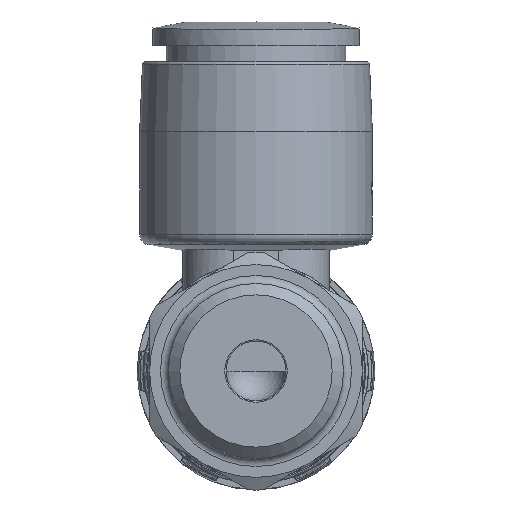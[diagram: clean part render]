
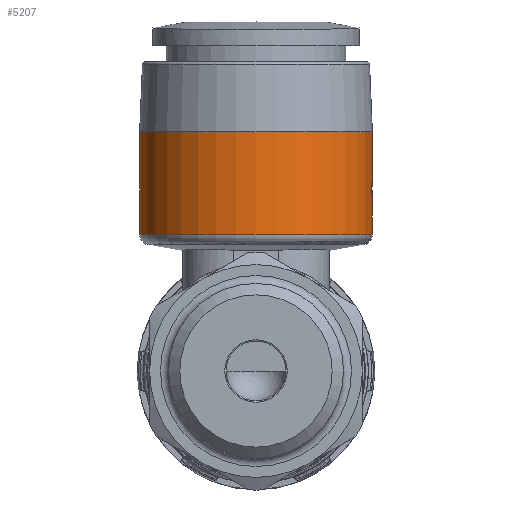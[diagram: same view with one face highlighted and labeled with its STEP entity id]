
A CAD part, front view. The second image highlights one B-rep face of the part: STEP entity #5207.
In plain terms, the highlighted cylindrical face has radius 8.75 mm (diameter 17.5 mm), a full revolution.
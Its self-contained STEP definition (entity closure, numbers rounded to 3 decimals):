
#43=ELLIPSE('',#5456,10.436,8.75);
#44=ELLIPSE('',#5458,10.436,8.75);
#57=B_SPLINE_CURVE_WITH_KNOTS('',3,(#7049,#7050,#7051,#7052,#7053,#7054,
#7055),.UNSPECIFIED.,.F.,.F.,(4,1,1,1,4),(0.,0.,0.001,
0.001,0.002),.UNSPECIFIED.);
#58=B_SPLINE_CURVE_WITH_KNOTS('',3,(#7060,#7061,#7062,#7063),
 .UNSPECIFIED.,.F.,.F.,(4,4),(0.,0.),
 .UNSPECIFIED.);
#59=B_SPLINE_CURVE_WITH_KNOTS('',3,(#7064,#7065,#7066,#7067),
 .UNSPECIFIED.,.F.,.F.,(4,4),(0.,0.),.UNSPECIFIED.);
#220=CYLINDRICAL_SURFACE('',#5452,8.75);
#294=CIRCLE('',#5446,8.75);
#298=CIRCLE('',#5453,8.75);
#299=CIRCLE('',#5454,8.75);
#300=CIRCLE('',#5455,8.75);
#301=CIRCLE('',#5457,8.75);
#302=CIRCLE('',#5459,8.75);
#303=CIRCLE('',#5460,8.75);
#304=CIRCLE('',#5461,8.75);
#521=ORIENTED_EDGE('',*,*,#1665,.F.);
#522=ORIENTED_EDGE('',*,*,#1666,.F.);
#523=ORIENTED_EDGE('',*,*,#1667,.F.);
#524=ORIENTED_EDGE('',*,*,#1668,.F.);
#525=ORIENTED_EDGE('',*,*,#1657,.F.);
#526=ORIENTED_EDGE('',*,*,#1669,.F.);
#527=ORIENTED_EDGE('',*,*,#1670,.F.);
#528=ORIENTED_EDGE('',*,*,#1671,.T.);
#529=ORIENTED_EDGE('',*,*,#1672,.T.);
#530=ORIENTED_EDGE('',*,*,#1673,.T.);
#531=ORIENTED_EDGE('',*,*,#1674,.T.);
#532=ORIENTED_EDGE('',*,*,#1675,.T.);
#533=ORIENTED_EDGE('',*,*,#1676,.T.);
#534=ORIENTED_EDGE('',*,*,#1677,.T.);
#535=ORIENTED_EDGE('',*,*,#1678,.T.);
#536=ORIENTED_EDGE('',*,*,#1679,.T.);
#537=ORIENTED_EDGE('',*,*,#1680,.T.);
#538=ORIENTED_EDGE('',*,*,#1681,.T.);
#539=ORIENTED_EDGE('',*,*,#1682,.T.);
#1657=EDGE_CURVE('',#2229,#2227,#294,.T.);
#1665=EDGE_CURVE('',#2236,#2236,#298,.T.);
#1666=EDGE_CURVE('',#2237,#2238,#57,.T.);
#1667=EDGE_CURVE('',#2239,#2237,#2602,.F.);
#1668=EDGE_CURVE('',#2227,#2239,#58,.T.);
#1669=EDGE_CURVE('',#2240,#2229,#59,.T.);
#1670=EDGE_CURVE('',#2238,#2240,#2603,.T.);
#1671=EDGE_CURVE('',#2241,#2242,#299,.T.);
#1672=EDGE_CURVE('',#2242,#2243,#2604,.T.);
#1673=EDGE_CURVE('',#2243,#2244,#300,.T.);
#1674=EDGE_CURVE('',#2244,#2245,#43,.T.);
#1675=EDGE_CURVE('',#2245,#2246,#301,.T.);
#1676=EDGE_CURVE('',#2246,#2247,#44,.T.);
#1677=EDGE_CURVE('',#2247,#2248,#2605,.T.);
#1678=EDGE_CURVE('',#2248,#2249,#302,.T.);
#1679=EDGE_CURVE('',#2249,#2250,#2606,.T.);
#1680=EDGE_CURVE('',#2250,#2251,#303,.T.);
#1681=EDGE_CURVE('',#2251,#2241,#2607,.F.);
#1682=EDGE_CURVE('',#2252,#2252,#304,.T.);
#2227=VERTEX_POINT('',#7012);
#2229=VERTEX_POINT('',#7016);
#2236=VERTEX_POINT('',#7048);
#2237=VERTEX_POINT('',#7056);
#2238=VERTEX_POINT('',#7057);
#2239=VERTEX_POINT('',#7059);
#2240=VERTEX_POINT('',#7068);
#2241=VERTEX_POINT('',#7071);
#2242=VERTEX_POINT('',#7072);
#2243=VERTEX_POINT('',#7074);
#2244=VERTEX_POINT('',#7076);
#2245=VERTEX_POINT('',#7078);
#2246=VERTEX_POINT('',#7080);
#2247=VERTEX_POINT('',#7082);
#2248=VERTEX_POINT('',#7084);
#2249=VERTEX_POINT('',#7086);
#2250=VERTEX_POINT('',#7088);
#2251=VERTEX_POINT('',#7090);
#2252=VERTEX_POINT('',#7093);
#2602=LINE('',#7058,#2820);
#2603=LINE('',#7069,#2821);
#2604=LINE('',#7073,#2822);
#2605=LINE('',#7083,#2823);
#2606=LINE('',#7087,#2824);
#2607=LINE('',#7091,#2825);
#2820=VECTOR('',#5933,1000.);
#2821=VECTOR('',#5934,1000.);
#2822=VECTOR('',#5937,1000.);
#2823=VECTOR('',#5946,1000.);
#2824=VECTOR('',#5949,1000.);
#2825=VECTOR('',#5952,1000.);
#3039=EDGE_LOOP('',(#521));
#3040=EDGE_LOOP('',(#522,#523,#524,#525,#526,#527));
#3041=EDGE_LOOP('',(#528,#529,#530,#531,#532,#533,#534,#535,#536,#537,#538));
#3042=EDGE_LOOP('',(#539));
#3293=FACE_BOUND('',#3039,.T.);
#3294=FACE_BOUND('',#3040,.T.);
#3295=FACE_BOUND('',#3041,.T.);
#3296=FACE_BOUND('',#3042,.T.);
#5207=ADVANCED_FACE('',(#3293,#3294,#3295,#3296),#220,.T.);
#5446=AXIS2_PLACEMENT_3D('',#7017,#5917,#5918);
#5452=AXIS2_PLACEMENT_3D('',#7046,#5929,#5930);
#5453=AXIS2_PLACEMENT_3D('',#7047,#5931,#5932);
#5454=AXIS2_PLACEMENT_3D('',#7070,#5935,#5936);
#5455=AXIS2_PLACEMENT_3D('',#7075,#5938,#5939);
#5456=AXIS2_PLACEMENT_3D('',#7077,#5940,#5941);
#5457=AXIS2_PLACEMENT_3D('',#7079,#5942,#5943);
#5458=AXIS2_PLACEMENT_3D('',#7081,#5944,#5945);
#5459=AXIS2_PLACEMENT_3D('',#7085,#5947,#5948);
#5460=AXIS2_PLACEMENT_3D('',#7089,#5950,#5951);
#5461=AXIS2_PLACEMENT_3D('',#7092,#5953,#5954);
#5917=DIRECTION('',(0.,0.,1.));
#5918=DIRECTION('',(1.,0.,0.));
#5929=DIRECTION('',(0.,0.,-1.));
#5930=DIRECTION('',(-1.,0.,0.));
#5931=DIRECTION('',(0.,0.,-1.));
#5932=DIRECTION('',(-1.,0.,0.));
#5933=DIRECTION('',(0.,0.,-1.));
#5934=DIRECTION('',(0.,0.,-1.));
#5935=DIRECTION('',(0.,0.,1.));
#5936=DIRECTION('',(1.,0.,0.));
#5937=DIRECTION('',(0.,0.,-1.));
#5938=DIRECTION('',(0.,0.,1.));
#5939=DIRECTION('',(1.,0.,0.));
#5940=DIRECTION('',(0.,-0.545,-0.838));
#5941=DIRECTION('',(0.,0.838,-0.545));
#5942=DIRECTION('',(0.,0.,1.));
#5943=DIRECTION('',(1.,0.,0.));
#5944=DIRECTION('',(0.,0.545,0.838));
#5945=DIRECTION('',(0.,0.838,-0.545));
#5946=DIRECTION('',(0.,0.,-1.));
#5947=DIRECTION('',(0.,0.,-1.));
#5948=DIRECTION('',(-1.,0.,0.));
#5949=DIRECTION('',(0.,0.,-1.));
#5950=DIRECTION('',(0.,0.,-1.));
#5951=DIRECTION('',(-1.,0.,0.));
#5952=DIRECTION('',(0.,0.,-1.));
#5953=DIRECTION('',(0.,0.,-1.));
#5954=DIRECTION('',(-1.,0.,0.));
#7012=CARTESIAN_POINT('',(-0.45,33.838,11.468));
#7016=CARTESIAN_POINT('',(0.45,33.838,11.468));
#7017=CARTESIAN_POINT('',(0.,25.1,11.468));
#7046=CARTESIAN_POINT('',(0.,25.1,8.64));
#7047=CARTESIAN_POINT('',(0.,25.1,10.281));
#7048=CARTESIAN_POINT('',(-8.75,25.1,10.281));
#7049=CARTESIAN_POINT('',(-0.6,33.829,15.568));
#7050=CARTESIAN_POINT('',(-0.6,33.829,15.727));
#7051=CARTESIAN_POINT('',(-0.47,33.84,16.037));
#7052=CARTESIAN_POINT('',(-0.001,33.855,16.233));
#7053=CARTESIAN_POINT('',(0.47,33.84,16.038));
#7054=CARTESIAN_POINT('',(0.6,33.829,15.727));
#7055=CARTESIAN_POINT('',(0.6,33.829,15.568));
#7056=CARTESIAN_POINT('',(-0.6,33.829,15.568));
#7057=CARTESIAN_POINT('',(0.6,33.829,15.568));
#7058=CARTESIAN_POINT('',(-0.6,33.829,8.64));
#7059=CARTESIAN_POINT('',(-0.6,33.829,11.618));
#7060=CARTESIAN_POINT('',(-0.45,33.838,11.468));
#7061=CARTESIAN_POINT('',(-0.529,33.834,11.468));
#7062=CARTESIAN_POINT('',(-0.6,33.829,11.539));
#7063=CARTESIAN_POINT('',(-0.6,33.829,11.618));
#7064=CARTESIAN_POINT('',(0.6,33.829,11.618));
#7065=CARTESIAN_POINT('',(0.6,33.829,11.539));
#7066=CARTESIAN_POINT('',(0.529,33.834,11.468));
#7067=CARTESIAN_POINT('',(0.45,33.838,11.468));
#7068=CARTESIAN_POINT('',(0.6,33.829,11.618));
#7069=CARTESIAN_POINT('',(0.6,33.829,8.64));
#7070=CARTESIAN_POINT('',(0.,25.1,14.159));
#7071=CARTESIAN_POINT('',(8.674,23.95,14.159));
#7072=CARTESIAN_POINT('',(8.709,24.257,14.159));
#7073=CARTESIAN_POINT('',(8.709,24.257,8.64));
#7074=CARTESIAN_POINT('',(8.709,24.257,13.874));
#7075=CARTESIAN_POINT('',(0.,25.1,13.874));
#7076=CARTESIAN_POINT('',(8.729,25.706,13.874));
#7077=CARTESIAN_POINT('',(0.,25.1,14.268));
#7078=CARTESIAN_POINT('',(8.748,25.267,14.159));
#7079=CARTESIAN_POINT('',(0.,25.1,14.159));
#7080=CARTESIAN_POINT('',(8.729,25.706,14.159));
#7081=CARTESIAN_POINT('',(0.,25.1,14.553));
#7082=CARTESIAN_POINT('',(8.687,26.145,13.874));
#7083=CARTESIAN_POINT('',(8.687,26.145,8.64));
#7084=CARTESIAN_POINT('',(8.687,26.145,13.566));
#7085=CARTESIAN_POINT('',(0.,25.1,13.566));
#7086=CARTESIAN_POINT('',(8.709,24.257,13.566));
#7087=CARTESIAN_POINT('',(8.709,24.257,8.64));
#7088=CARTESIAN_POINT('',(8.709,24.257,13.281));
#7089=CARTESIAN_POINT('',(0.,25.1,13.281));
#7090=CARTESIAN_POINT('',(8.674,23.95,13.281));
#7091=CARTESIAN_POINT('',(8.674,23.95,8.64));
#7092=CARTESIAN_POINT('',(0.,25.1,18.));
#7093=CARTESIAN_POINT('',(-8.75,25.1,18.));
